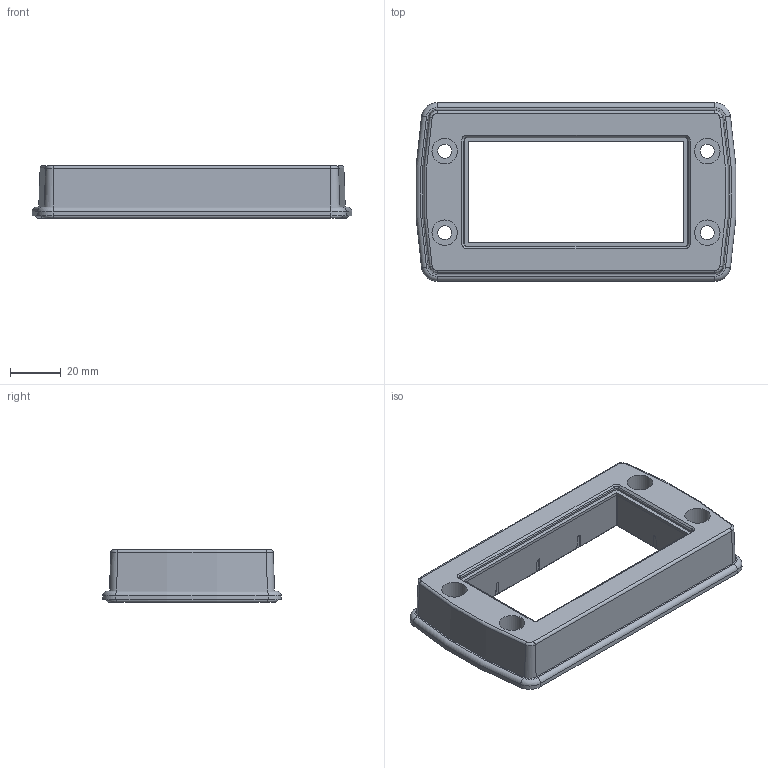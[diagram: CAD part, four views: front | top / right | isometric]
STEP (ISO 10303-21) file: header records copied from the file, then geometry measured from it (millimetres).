
FILE_DESCRIPTION(/* description */ (''),/* implementation_level */ '2;1');
FILE_NAME(/* name */ '28502_4_KDS-SR_8-16.stp',/* time_stamp */ '2022-11-29T14:08:50+01:00',/* author */ (''),/* organization */ (''),/* preprocessor_version */ 'ST-DEVELOPER v16.7',/* originating_system */ 'SIEMENS PLM Software NX 12.0',/* authorisation */ '');
FILE_SCHEMA (('AUTOMOTIVE_DESIGN { 1 0 10303 214 3 1 1 1 }'));
Length unit declared in the file: millimetre
Products named in the file (1): 28502_4_KDS-SR_8-16
Bounding box: 125.53 x 70.08 x 20.6 mm (x, y, z)
Volume: 77614.5 mm3; surface area: 23628.3 mm2
Topology: 1 solids, 1 shells, 138 faces, 350 edges, 222 vertices
Faces by surface type: plane 62, cylinder 34, bspline 16, torus 14, cone 8, revolution 4
Full cylindrical faces by diameter (mm): 5.5 x4, 10 x4
Entity records: 4890 total; most frequent: CARTESIAN_POINT 1622, ORIENTED_EDGE 672, DIRECTION 664, EDGE_CURVE 336, AXIS2_PLACEMENT_3D 244, VERTEX_POINT 216, LINE 172, VECTOR 172
